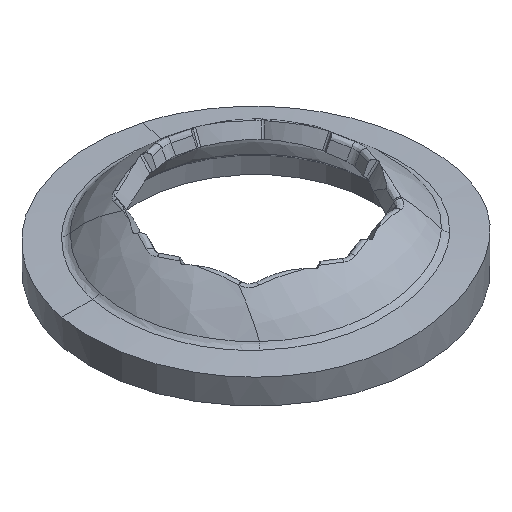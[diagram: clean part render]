
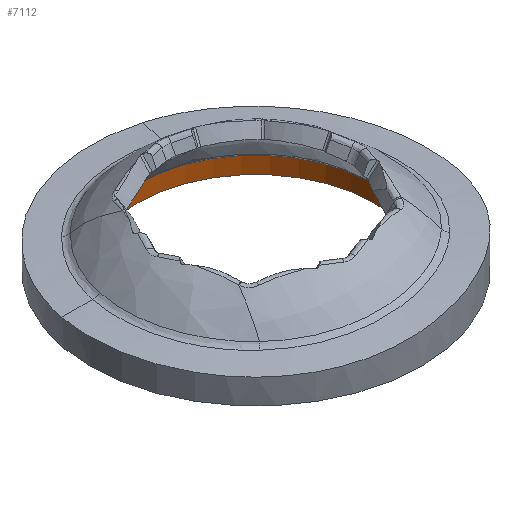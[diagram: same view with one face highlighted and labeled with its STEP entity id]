
A CAD part, isometric view. The second image highlights one B-rep face of the part: STEP entity #7112.
In plain terms, the highlighted conical face has half-angle 0.5 degrees and reference radius 14.152 mm.
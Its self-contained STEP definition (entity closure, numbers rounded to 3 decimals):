
#43 = PLANE('',#44);
#44 = AXIS2_PLACEMENT_3D('',#45,#46,#47);
#45 = CARTESIAN_POINT('',(0.337,-1.534,9.));
#46 = DIRECTION('',(0.,0.,-1.));
#47 = DIRECTION('',(-1.,0.,0.));
#956 = EDGE_CURVE('',#957,#957,#959,.T.);
#957 = VERTEX_POINT('',#958);
#958 = CARTESIAN_POINT('',(-14.121,0.,9.));
#959 = SURFACE_CURVE('',#960,(#965,#976),.PCURVE_S1.);
#960 = CIRCLE('',#961,14.121);
#961 = AXIS2_PLACEMENT_3D('',#962,#963,#964);
#962 = CARTESIAN_POINT('',(0.,0.,9.));
#963 = DIRECTION('',(0.,0.,1.));
#964 = DIRECTION('',(1.,0.,-0.));
#965 = PCURVE('',#43,#966);
#966 = DEFINITIONAL_REPRESENTATION('',(#967),#975);
#967 = ( BOUNDED_CURVE() B_SPLINE_CURVE(2,(#968,#969,#970,#971,#972,#973
,#974),.UNSPECIFIED.,.T.,.F.) B_SPLINE_CURVE_WITH_KNOTS((1,2,2,2,2,1),(
    -2.094,0.,2.094,4.189,6.283,
8.378),.UNSPECIFIED.) CURVE() GEOMETRIC_REPRESENTATION_ITEM() 
RATIONAL_B_SPLINE_CURVE((1.,0.5,1.,0.5,1.,0.5,1.)) REPRESENTATION_ITEM(
  '') );
#968 = CARTESIAN_POINT('',(-13.785,1.534));
#969 = CARTESIAN_POINT('',(-13.785,25.993));
#970 = CARTESIAN_POINT('',(7.397,13.764));
#971 = CARTESIAN_POINT('',(28.58,1.534));
#972 = CARTESIAN_POINT('',(7.397,-10.695));
#973 = CARTESIAN_POINT('',(-13.785,-22.925));
#974 = CARTESIAN_POINT('',(-13.785,1.534));
#975 = ( GEOMETRIC_REPRESENTATION_CONTEXT(2) 
PARAMETRIC_REPRESENTATION_CONTEXT() REPRESENTATION_CONTEXT('2D SPACE',''
  ) );
#976 = PCURVE('',#977,#982);
#977 = CONICAL_SURFACE('',#978,14.152,0.009);
#978 = AXIS2_PLACEMENT_3D('',#979,#980,#981);
#979 = CARTESIAN_POINT('',(0.,0.,5.54));
#980 = DIRECTION('',(0.,0.,-1.));
#981 = DIRECTION('',(1.,0.,0.));
#982 = DEFINITIONAL_REPRESENTATION('',(#983),#987);
#983 = LINE('',#984,#985);
#984 = CARTESIAN_POINT('',(12.566,-3.46));
#985 = VECTOR('',#986,1.);
#986 = DIRECTION('',(-1.,0.));
#987 = ( GEOMETRIC_REPRESENTATION_CONTEXT(2) 
PARAMETRIC_REPRESENTATION_CONTEXT() REPRESENTATION_CONTEXT('2D SPACE',''
  ) );
#7112 = ADVANCED_FACE('',(#7113),#977,.F.);
#7113 = FACE_BOUND('',#7114,.F.);
#7114 = EDGE_LOOP('',(#7115,#7138,#7139,#7140));
#7115 = ORIENTED_EDGE('',*,*,#7116,.T.);
#7116 = EDGE_CURVE('',#7117,#957,#7119,.T.);
#7117 = VERTEX_POINT('',#7118);
#7118 = CARTESIAN_POINT('',(-14.103,0.,
    11.08));
#7119 = SEAM_CURVE('',#7120,(#7124,#7131),.PCURVE_S1.);
#7120 = LINE('',#7121,#7122);
#7121 = CARTESIAN_POINT('',(-14.152,0.,5.54));
#7122 = VECTOR('',#7123,1.);
#7123 = DIRECTION('',(-0.009,0.,
    -1.));
#7124 = PCURVE('',#977,#7125);
#7125 = DEFINITIONAL_REPRESENTATION('',(#7126),#7130);
#7126 = LINE('',#7127,#7128);
#7127 = CARTESIAN_POINT('',(9.425,0.));
#7128 = VECTOR('',#7129,1.);
#7129 = DIRECTION('',(0.,1.));
#7130 = ( GEOMETRIC_REPRESENTATION_CONTEXT(2) 
PARAMETRIC_REPRESENTATION_CONTEXT() REPRESENTATION_CONTEXT('2D SPACE',''
  ) );
#7131 = PCURVE('',#977,#7132);
#7132 = DEFINITIONAL_REPRESENTATION('',(#7133),#7137);
#7133 = LINE('',#7134,#7135);
#7134 = CARTESIAN_POINT('',(3.142,0.));
#7135 = VECTOR('',#7136,1.);
#7136 = DIRECTION('',(0.,1.));
#7137 = ( GEOMETRIC_REPRESENTATION_CONTEXT(2) 
PARAMETRIC_REPRESENTATION_CONTEXT() REPRESENTATION_CONTEXT('2D SPACE',''
  ) );
#7138 = ORIENTED_EDGE('',*,*,#956,.T.);
#7139 = ORIENTED_EDGE('',*,*,#7116,.F.);
#7140 = ORIENTED_EDGE('',*,*,#7141,.T.);
#7141 = EDGE_CURVE('',#7117,#7117,#7142,.T.);
#7142 = SURFACE_CURVE('',#7143,(#7148,#7155),.PCURVE_S1.);
#7143 = CIRCLE('',#7144,14.103);
#7144 = AXIS2_PLACEMENT_3D('',#7145,#7146,#7147);
#7145 = CARTESIAN_POINT('',(0.,0.,11.08));
#7146 = DIRECTION('',(0.,0.,-1.));
#7147 = DIRECTION('',(-1.,0.,0.));
#7148 = PCURVE('',#977,#7149);
#7149 = DEFINITIONAL_REPRESENTATION('',(#7150),#7154);
#7150 = LINE('',#7151,#7152);
#7151 = CARTESIAN_POINT('',(3.142,-5.54));
#7152 = VECTOR('',#7153,1.);
#7153 = DIRECTION('',(1.,0.));
#7154 = ( GEOMETRIC_REPRESENTATION_CONTEXT(2) 
PARAMETRIC_REPRESENTATION_CONTEXT() REPRESENTATION_CONTEXT('2D SPACE',''
  ) );
#7155 = PCURVE('',#7156,#7161);
#7156 = CONICAL_SURFACE('',#7157,14.025,1.143);
#7157 = AXIS2_PLACEMENT_3D('',#7158,#7159,#7160);
#7158 = CARTESIAN_POINT('',(0.,0.,11.116));
#7159 = DIRECTION('',(0.,0.,-1.));
#7160 = DIRECTION('',(1.,0.,0.));
#7161 = DEFINITIONAL_REPRESENTATION('',(#7162),#7166);
#7162 = LINE('',#7163,#7164);
#7163 = CARTESIAN_POINT('',(3.142,0.036));
#7164 = VECTOR('',#7165,1.);
#7165 = DIRECTION('',(1.,0.));
#7166 = ( GEOMETRIC_REPRESENTATION_CONTEXT(2) 
PARAMETRIC_REPRESENTATION_CONTEXT() REPRESENTATION_CONTEXT('2D SPACE',''
  ) );
